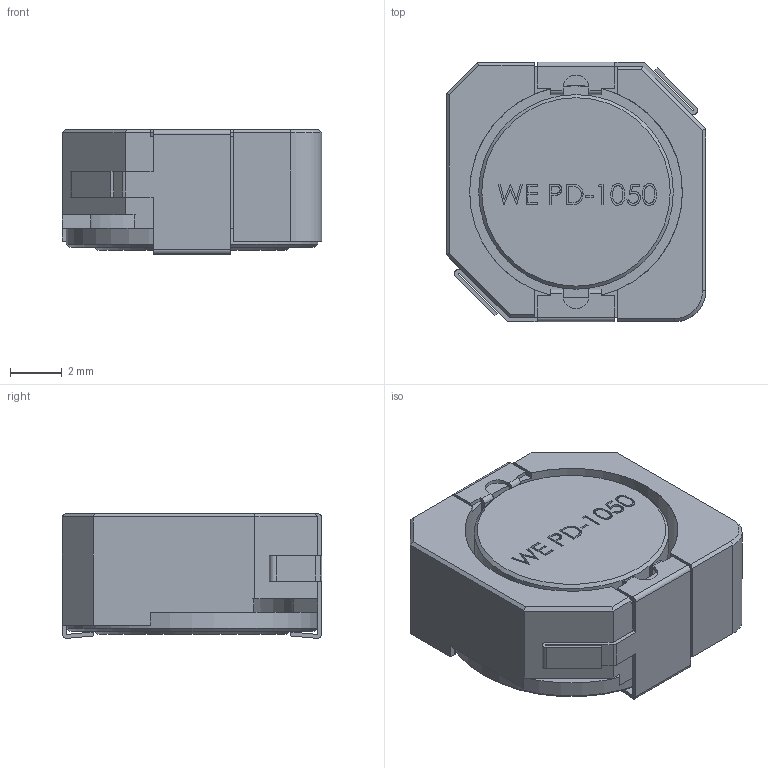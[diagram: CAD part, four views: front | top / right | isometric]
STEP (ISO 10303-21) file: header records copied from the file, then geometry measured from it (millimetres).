
FILE_DESCRIPTION( ( '' ), ' ' );
FILE_NAME( '595b4d6809e48a0f40fa0844.step', '2017-07-04T08:11:09', ( '' ), ( '' ), ' ', ' ', ' ' );
FILE_SCHEMA( ( 'AUTOMOTIVE_DESIGN { 1 0 10303 214 1 1 1 1 }' ) );
Length unit declared in the file: metre
Products named in the file (5): 1; 2; 3; 4; 5
Bounding box: 10 x 10 x 4.8 mm (x, y, z)
Surface area: 634.7 mm2 (no closed solid volume)
Topology: 0 solids, 225 shells, 225 faces, 1242 edges, 1236 vertices
Faces by surface type: plane 156, extrusion 39, cylinder 26, cone 4
Full cylindrical faces by diameter (mm): 7.5 x1, 8.2 x1, 9.7 x1
Entity records: 17002 total; most frequent: CARTESIAN_POINT 6284, DIRECTION 1643, ORIENTED_EDGE 1232, EDGE_CURVE 1232, VERTEX_POINT 1232, VECTOR 969, LINE 930, AXIS2_PLACEMENT_3D 337
